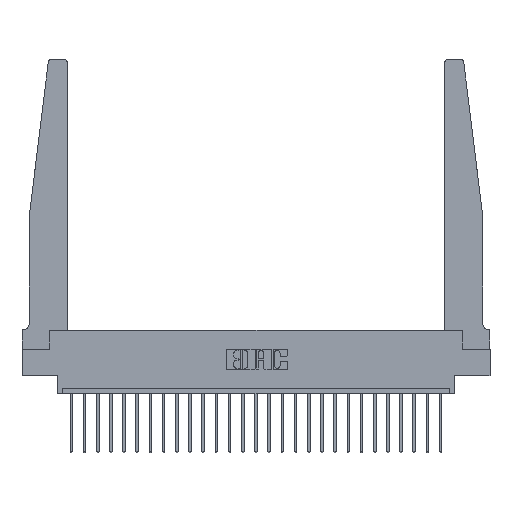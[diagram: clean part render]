
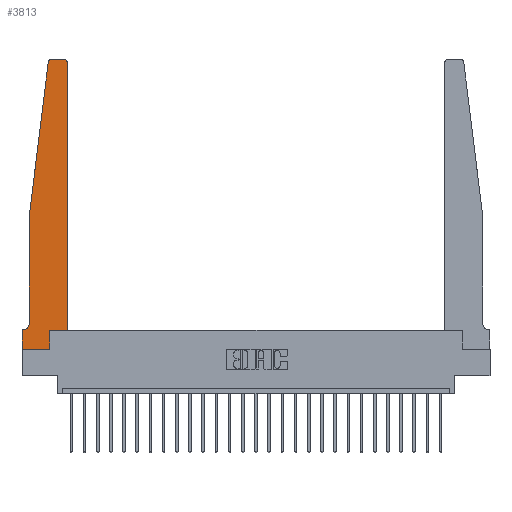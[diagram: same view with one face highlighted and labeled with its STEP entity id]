
A CAD part, top view. The second image highlights one B-rep face of the part: STEP entity #3813.
In plain terms, the highlighted planar face has unit normal (0, 0, 1).
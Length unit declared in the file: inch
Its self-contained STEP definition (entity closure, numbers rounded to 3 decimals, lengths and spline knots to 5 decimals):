
#23 = DIRECTION ( 'NONE',  ( 0., 0., 1. ) ) ;
#358 = DIRECTION ( 'NONE',  ( 0., -1., 0. ) ) ;
#460 = EDGE_CURVE ( 'NONE', #23743, #3926, #22864, .T. ) ;
#576 = AXIS2_PLACEMENT_3D ( 'NONE', #21631, #12021, #4142 ) ;
#600 = VERTEX_POINT ( 'NONE', #8235 ) ;
#1249 = FACE_OUTER_BOUND ( 'NONE', #15164, .T. ) ;
#1299 = CARTESIAN_POINT ( 'NONE',  ( 0.065, 1.25, 0.37 ) ) ;
#1601 = VERTEX_POINT ( 'NONE', #8428 ) ;
#1899 = VERTEX_POINT ( 'NONE', #2006 ) ;
#1910 = ORIENTED_EDGE ( 'NONE', *, *, #9256, .T. ) ;
#1941 = DIRECTION ( 'NONE',  ( 1., 0., 0. ) ) ;
#2006 = CARTESIAN_POINT ( 'NONE',  ( 0., 0.1875, 0.37 ) ) ;
#2538 = AXIS2_PLACEMENT_3D ( 'NONE', #13461, #23309, #4050 ) ;
#3004 = EDGE_CURVE ( 'NONE', #11981, #7723, #7241, .T. ) ;
#3429 = ORIENTED_EDGE ( 'NONE', *, *, #3004, .T. ) ;
#3687 = ORIENTED_EDGE ( 'NONE', *, *, #23483, .T. ) ;
#3813 = ADVANCED_FACE ( 'NONE', ( #1249 ), #19495, .T. ) ;
#3926 = VERTEX_POINT ( 'NONE', #8047 ) ;
#3932 = VECTOR ( 'NONE', #9653, 39.37008 ) ;
#4050 = DIRECTION ( 'NONE',  ( -1., 0., 0. ) ) ;
#4142 = DIRECTION ( 'NONE',  ( 1., 0., 0. ) ) ;
#4890 = VECTOR ( 'NONE', #358, 39.37008 ) ;
#4950 = LINE ( 'NONE', #23679, #8821 ) ;
#5642 = DIRECTION ( 'NONE',  ( -0.122, -0.992, 0. ) ) ;
#5847 = AXIS2_PLACEMENT_3D ( 'NONE', #22856, #23, #1941 ) ;
#6179 = VECTOR ( 'NONE', #5642, 39.37008 ) ;
#6854 = EDGE_CURVE ( 'NONE', #3926, #11473, #9356, .T. ) ;
#7241 = CIRCLE ( 'NONE', #5847, 0.03 ) ;
#7562 = LINE ( 'NONE', #21321, #3932 ) ;
#7707 = ORIENTED_EDGE ( 'NONE', *, *, #16352, .T. ) ;
#7723 = VERTEX_POINT ( 'NONE', #18046 ) ;
#8047 = CARTESIAN_POINT ( 'NONE',  ( 0.065, 1.25, 0.37 ) ) ;
#8235 = CARTESIAN_POINT ( 'NONE',  ( 0.2605, 0., 0.37 ) ) ;
#8428 = CARTESIAN_POINT ( 'NONE',  ( 0.425, 0.18, 0.37 ) ) ;
#8702 = CIRCLE ( 'NONE', #2538, 0.05 ) ;
#8821 = VECTOR ( 'NONE', #12244, 39.37008 ) ;
#9074 = EDGE_CURVE ( 'NONE', #1899, #16661, #20902, .T. ) ;
#9256 = EDGE_CURVE ( 'NONE', #16661, #600, #9858, .T. ) ;
#9325 = CARTESIAN_POINT ( 'NONE',  ( 0.425, 2.72, 0.37 ) ) ;
#9356 = LINE ( 'NONE', #21445, #4890 ) ;
#9653 = DIRECTION ( 'NONE',  ( -1., 0., 0. ) ) ;
#9701 = LINE ( 'NONE', #16089, #13266 ) ;
#9858 = LINE ( 'NONE', #11669, #22955 ) ;
#10010 = ORIENTED_EDGE ( 'NONE', *, *, #460, .T. ) ;
#10351 = CARTESIAN_POINT ( 'NONE',  ( 0.27653, 2.75, 0.37 ) ) ;
#10745 = VECTOR ( 'NONE', #22436, 39.37008 ) ;
#11110 = AXIS2_PLACEMENT_3D ( 'NONE', #22519, #14918, #20446 ) ;
#11238 = ORIENTED_EDGE ( 'NONE', *, *, #13034, .T. ) ;
#11473 = VERTEX_POINT ( 'NONE', #14311 ) ;
#11669 = CARTESIAN_POINT ( 'NONE',  ( 0., 0., 0.37 ) ) ;
#11981 = VERTEX_POINT ( 'NONE', #9325 ) ;
#12021 = DIRECTION ( 'NONE',  ( 0., 0., 1. ) ) ;
#12244 = DIRECTION ( 'NONE',  ( -1., 0., 0. ) ) ;
#12461 = CARTESIAN_POINT ( 'NONE',  ( 0.2605, 0.18, 0.37 ) ) ;
#12954 = CIRCLE ( 'NONE', #11110, 0.03 ) ;
#13034 = EDGE_CURVE ( 'NONE', #16445, #1899, #7562, .T. ) ;
#13266 = VECTOR ( 'NONE', #16858, 39.37008 ) ;
#13461 = CARTESIAN_POINT ( 'NONE',  ( 0.015, 0.2375, 0.37 ) ) ;
#14285 = EDGE_CURVE ( 'NONE', #11473, #16445, #8702, .T. ) ;
#14311 = CARTESIAN_POINT ( 'NONE',  ( 0.065, 0.2375, 0.37 ) ) ;
#14547 = LINE ( 'NONE', #15691, #19053 ) ;
#14743 = CARTESIAN_POINT ( 'NONE',  ( 0., 0., 0.37 ) ) ;
#14918 = DIRECTION ( 'NONE',  ( 0., 0., 1. ) ) ;
#15164 = EDGE_LOOP ( 'NONE', ( #3687, #16101, #10010, #15246, #23976, #11238, #17472, #1910, #23381, #20025, #7707, #3429 ) ) ;
#15246 = ORIENTED_EDGE ( 'NONE', *, *, #6854, .T. ) ;
#15691 = CARTESIAN_POINT ( 'NONE',  ( 0.425, 0.18, 0.37 ) ) ;
#16089 = CARTESIAN_POINT ( 'NONE',  ( 0.2605, 0.18, 0.37 ) ) ;
#16101 = ORIENTED_EDGE ( 'NONE', *, *, #24043, .T. ) ;
#16352 = EDGE_CURVE ( 'NONE', #1601, #11981, #14547, .T. ) ;
#16445 = VERTEX_POINT ( 'NONE', #19959 ) ;
#16661 = VERTEX_POINT ( 'NONE', #19356 ) ;
#16858 = DIRECTION ( 'NONE',  ( 0., 1., 0. ) ) ;
#17472 = ORIENTED_EDGE ( 'NONE', *, *, #9074, .T. ) ;
#17757 = DIRECTION ( 'NONE',  ( 1., 0., 0. ) ) ;
#17997 = VECTOR ( 'NONE', #19757, 39.37008 ) ;
#18039 = EDGE_CURVE ( 'NONE', #600, #18614, #9701, .T. ) ;
#18044 = VERTEX_POINT ( 'NONE', #10351 ) ;
#18046 = CARTESIAN_POINT ( 'NONE',  ( 0.395, 2.75, 0.37 ) ) ;
#18149 = CARTESIAN_POINT ( 'NONE',  ( 0.425, 0.18, 0.37 ) ) ;
#18614 = VERTEX_POINT ( 'NONE', #12461 ) ;
#19053 = VECTOR ( 'NONE', #19549, 39.37008 ) ;
#19356 = CARTESIAN_POINT ( 'NONE',  ( 0., 0., 0.37 ) ) ;
#19495 = PLANE ( 'NONE',  #576 ) ;
#19549 = DIRECTION ( 'NONE',  ( 0., 1., 0. ) ) ;
#19757 = DIRECTION ( 'NONE',  ( 1., 0., 0. ) ) ;
#19959 = CARTESIAN_POINT ( 'NONE',  ( 0.015, 0.1875, 0.37 ) ) ;
#20025 = ORIENTED_EDGE ( 'NONE', *, *, #24572, .T. ) ;
#20446 = DIRECTION ( 'NONE',  ( 1., 0., 0. ) ) ;
#20902 = LINE ( 'NONE', #14743, #10745 ) ;
#21321 = CARTESIAN_POINT ( 'NONE',  ( 0.065, 0.1875, 0.37 ) ) ;
#21445 = CARTESIAN_POINT ( 'NONE',  ( 0.065, 1.25, 0.37 ) ) ;
#21631 = CARTESIAN_POINT ( 'NONE',  ( 0., 0.1875, 0.37 ) ) ;
#22436 = DIRECTION ( 'NONE',  ( 0., -1., 0. ) ) ;
#22519 = CARTESIAN_POINT ( 'NONE',  ( 0.27653, 2.72, 0.37 ) ) ;
#22856 = CARTESIAN_POINT ( 'NONE',  ( 0.395, 2.72, 0.37 ) ) ;
#22864 = LINE ( 'NONE', #1299, #6179 ) ;
#22955 = VECTOR ( 'NONE', #17757, 39.37008 ) ;
#23075 = LINE ( 'NONE', #18149, #17997 ) ;
#23309 = DIRECTION ( 'NONE',  ( 0., 0., -1. ) ) ;
#23381 = ORIENTED_EDGE ( 'NONE', *, *, #18039, .T. ) ;
#23483 = EDGE_CURVE ( 'NONE', #7723, #18044, #4950, .T. ) ;
#23679 = CARTESIAN_POINT ( 'NONE',  ( 0.25, 2.75, 0.37 ) ) ;
#23743 = VERTEX_POINT ( 'NONE', #24661 ) ;
#23976 = ORIENTED_EDGE ( 'NONE', *, *, #14285, .T. ) ;
#24043 = EDGE_CURVE ( 'NONE', #18044, #23743, #12954, .T. ) ;
#24572 = EDGE_CURVE ( 'NONE', #18614, #1601, #23075, .T. ) ;
#24661 = CARTESIAN_POINT ( 'NONE',  ( 0.24675, 2.72367, 0.37 ) ) ;
